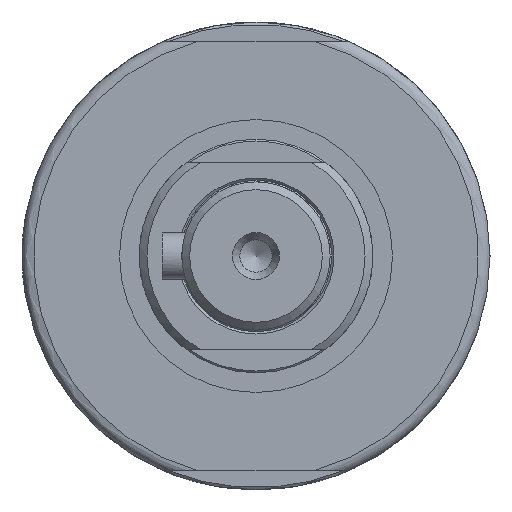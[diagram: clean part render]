
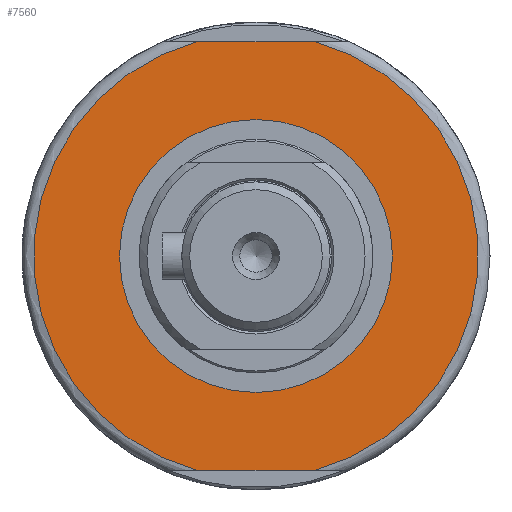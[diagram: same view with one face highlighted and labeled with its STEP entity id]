
A CAD part, left-side view. The second image highlights one B-rep face of the part: STEP entity #7560.
In plain terms, the highlighted planar face has unit normal (-1, 0, 0).
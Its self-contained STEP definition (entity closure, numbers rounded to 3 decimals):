
#194=FACE_BOUND('',#1213,.T.);
#327=PLANE('',#8570);
#731=FACE_OUTER_BOUND('',#1212,.T.);
#1212=EDGE_LOOP('',(#5920,#5921,#5922,#5923));
#1213=EDGE_LOOP('',(#5924,#5925));
#1592=LINE('',#13136,#1944);
#1596=LINE('',#13185,#1948);
#1944=VECTOR('',#10691,10.);
#1948=VECTOR('',#10701,10.);
#2523=CIRCLE('',#8571,28.5);
#2524=CIRCLE('',#8572,28.5);
#2525=CIRCLE('',#8573,17.5);
#2526=CIRCLE('',#8574,17.5);
#3185=VERTEX_POINT('',#13120);
#3186=VERTEX_POINT('',#13135);
#3193=VERTEX_POINT('',#13169);
#3194=VERTEX_POINT('',#13184);
#3197=VERTEX_POINT('',#13219);
#3198=VERTEX_POINT('',#13220);
#4134=EDGE_CURVE('',#3186,#3185,#1592,.T.);
#4143=EDGE_CURVE('',#3194,#3193,#1596,.T.);
#4154=EDGE_CURVE('',#3194,#3185,#2523,.T.);
#4155=EDGE_CURVE('',#3186,#3193,#2524,.T.);
#4156=EDGE_CURVE('',#3197,#3198,#2525,.T.);
#4157=EDGE_CURVE('',#3198,#3197,#2526,.T.);
#5920=ORIENTED_EDGE('',*,*,#4134,.T.);
#5921=ORIENTED_EDGE('',*,*,#4154,.F.);
#5922=ORIENTED_EDGE('',*,*,#4143,.T.);
#5923=ORIENTED_EDGE('',*,*,#4155,.F.);
#5924=ORIENTED_EDGE('',*,*,#4156,.T.);
#5925=ORIENTED_EDGE('',*,*,#4157,.T.);
#7560=ADVANCED_FACE('',(#731,#194),#327,.T.);
#8570=AXIS2_PLACEMENT_3D('',#13216,#10729,#10730);
#8571=AXIS2_PLACEMENT_3D('',#13217,#10731,#10732);
#8572=AXIS2_PLACEMENT_3D('',#13218,#10733,#10734);
#8573=AXIS2_PLACEMENT_3D('',#13221,#10735,#10736);
#8574=AXIS2_PLACEMENT_3D('',#13222,#10737,#10738);
#10691=DIRECTION('',(0.,-1.,0.));
#10701=DIRECTION('',(0.,1.,0.));
#10729=DIRECTION('center_axis',(-1.,0.,0.));
#10730=DIRECTION('ref_axis',(0.,0.,
-1.));
#10731=DIRECTION('center_axis',(1.,0.,0.));
#10732=DIRECTION('ref_axis',(0.,-1.,0.));
#10733=DIRECTION('center_axis',(1.,0.,0.));
#10734=DIRECTION('ref_axis',(0.,-1.,0.));
#10735=DIRECTION('center_axis',(1.,0.,0.));
#10736=DIRECTION('ref_axis',(0.,-1.,0.));
#10737=DIRECTION('center_axis',(1.,0.,0.));
#10738=DIRECTION('ref_axis',(0.,-1.,0.));
#13120=CARTESIAN_POINT('',(-168.5,-7.483,-27.5));
#13135=CARTESIAN_POINT('',(-168.5,7.483,-27.5));
#13136=CARTESIAN_POINT('',(-168.5,-24.063,-27.5));
#13169=CARTESIAN_POINT('',(-168.5,7.483,27.5));
#13184=CARTESIAN_POINT('',(-168.5,-7.483,27.5));
#13185=CARTESIAN_POINT('',(-168.5,1.553,27.5));
#13216=CARTESIAN_POINT('Origin',(-168.5,-23.,0.));
#13217=CARTESIAN_POINT('Origin',(-168.5,0.,0.));
#13218=CARTESIAN_POINT('Origin',(-168.5,0.,0.));
#13219=CARTESIAN_POINT('',(-168.5,-17.5,0.));
#13220=CARTESIAN_POINT('',(-168.5,17.5,0.));
#13221=CARTESIAN_POINT('Origin',(-168.5,0.,0.));
#13222=CARTESIAN_POINT('Origin',(-168.5,0.,0.));
